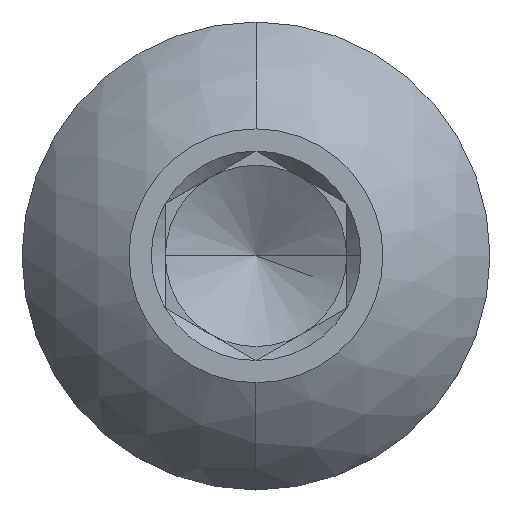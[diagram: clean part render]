
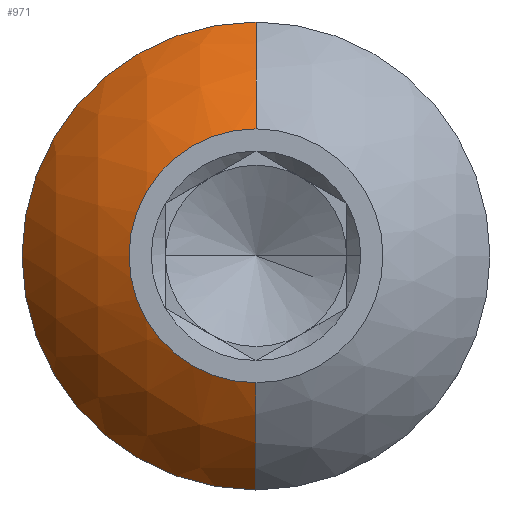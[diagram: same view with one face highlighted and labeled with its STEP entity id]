
A CAD part, top view. The second image highlights one B-rep face of the part: STEP entity #971.
In plain terms, the highlighted spherical face has radius 1.93 mm.
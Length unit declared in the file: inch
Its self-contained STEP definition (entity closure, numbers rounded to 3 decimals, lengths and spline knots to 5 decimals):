
#51 = CARTESIAN_POINT ( 'NONE',  ( 0., -0.0645, 0.23921 ) ) ;
#122 = DIRECTION ( 'NONE',  ( -1., 0., 0. ) ) ;
#138 = AXIS2_PLACEMENT_3D ( 'NONE', #2326, #5724, #3512 ) ;
#229 = CARTESIAN_POINT ( 'NONE',  ( 0., 0., 0.2665 ) ) ;
#337 = EDGE_CURVE ( 'NONE', #2947, #5830, #2225, .T. ) ;
#350 = CARTESIAN_POINT ( 'NONE',  ( -0.0645, 0., 0.23921 ) ) ;
#355 = EDGE_LOOP ( 'NONE', ( #1404, #3349, #6040, #3481, #2659 ) ) ;
#360 = CARTESIAN_POINT ( 'NONE',  ( 0., 0., 0.19907 ) ) ;
#431 = AXIS2_PLACEMENT_3D ( 'NONE', #4078, #122, #5151 ) ;
#890 = CARTESIAN_POINT ( 'NONE',  ( 0., -0.035, 0.2665 ) ) ;
#971 = ADVANCED_FACE ( 'NONE', ( #2323 ), #5927, .T. ) ;
#1282 = VERTEX_POINT ( 'NONE', #350 ) ;
#1404 = ORIENTED_EDGE ( 'NONE', *, *, #2871, .T. ) ;
#1582 = CARTESIAN_POINT ( 'NONE',  ( 0., 0.035, 0.2665 ) ) ;
#1613 = VERTEX_POINT ( 'NONE', #51 ) ;
#1618 = DIRECTION ( 'NONE',  ( 0., 0., 1. ) ) ;
#1756 = CIRCLE ( 'NONE', #1890, 0.0645 ) ;
#1790 = CARTESIAN_POINT ( 'NONE',  ( 0., 0.0645, 0.23921 ) ) ;
#1890 = AXIS2_PLACEMENT_3D ( 'NONE', #7074, #1618, #4965 ) ;
#2225 = CIRCLE ( 'NONE', #3325, 0.07597 ) ;
#2323 = FACE_OUTER_BOUND ( 'NONE', #355, .T. ) ;
#2326 = CARTESIAN_POINT ( 'NONE',  ( 0., 0., 0.23921 ) ) ;
#2659 = ORIENTED_EDGE ( 'NONE', *, *, #6969, .T. ) ;
#2871 = EDGE_CURVE ( 'NONE', #1282, #1613, #4349, .T. ) ;
#2947 = VERTEX_POINT ( 'NONE', #1790 ) ;
#3325 = AXIS2_PLACEMENT_3D ( 'NONE', #360, #5392, #4806 ) ;
#3349 = ORIENTED_EDGE ( 'NONE', *, *, #4033, .T. ) ;
#3481 = ORIENTED_EDGE ( 'NONE', *, *, #337, .F. ) ;
#3512 = DIRECTION ( 'NONE',  ( 1., 0., 0. ) ) ;
#3554 = CIRCLE ( 'NONE', #6468, 0.035 ) ;
#3570 = AXIS2_PLACEMENT_3D ( 'NONE', #5226, #5379, #5358 ) ;
#4033 = EDGE_CURVE ( 'NONE', #1613, #6888, #6015, .T. ) ;
#4078 = CARTESIAN_POINT ( 'NONE',  ( 0., 0., 0.19907 ) ) ;
#4349 = CIRCLE ( 'NONE', #138, 0.0645 ) ;
#4806 = DIRECTION ( 'NONE',  ( 0., 0., -1. ) ) ;
#4965 = DIRECTION ( 'NONE',  ( 1., 0., 0. ) ) ;
#5151 = DIRECTION ( 'NONE',  ( 0., -1., 0. ) ) ;
#5226 = CARTESIAN_POINT ( 'NONE',  ( 0., 0., 0.19907 ) ) ;
#5358 = DIRECTION ( 'NONE',  ( 0., 1., 0. ) ) ;
#5379 = DIRECTION ( 'NONE',  ( -1., 0., 0. ) ) ;
#5392 = DIRECTION ( 'NONE',  ( 1., 0., 0. ) ) ;
#5724 = DIRECTION ( 'NONE',  ( 0., 0., 1. ) ) ;
#5830 = VERTEX_POINT ( 'NONE', #1582 ) ;
#5927 = SPHERICAL_SURFACE ( 'NONE', #3570, 0.07597 ) ;
#6006 = EDGE_CURVE ( 'NONE', #5830, #6888, #3554, .T. ) ;
#6015 = CIRCLE ( 'NONE', #431, 0.07597 ) ;
#6040 = ORIENTED_EDGE ( 'NONE', *, *, #6006, .F. ) ;
#6304 = DIRECTION ( 'NONE',  ( 1., 0., 0. ) ) ;
#6468 = AXIS2_PLACEMENT_3D ( 'NONE', #229, #6867, #6304 ) ;
#6867 = DIRECTION ( 'NONE',  ( 0., 0., 1. ) ) ;
#6888 = VERTEX_POINT ( 'NONE', #890 ) ;
#6969 = EDGE_CURVE ( 'NONE', #2947, #1282, #1756, .T. ) ;
#7074 = CARTESIAN_POINT ( 'NONE',  ( 0., 0., 0.23921 ) ) ;
